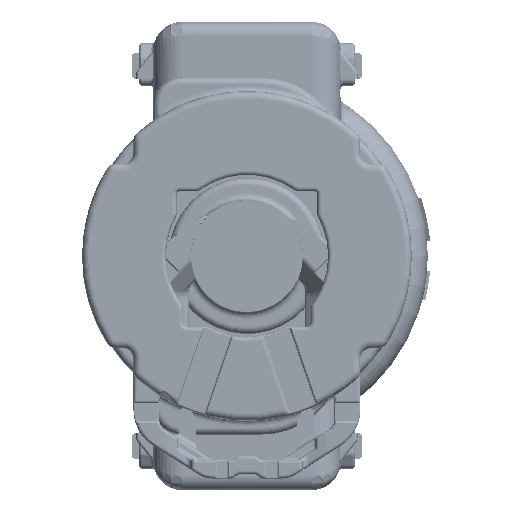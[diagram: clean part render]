
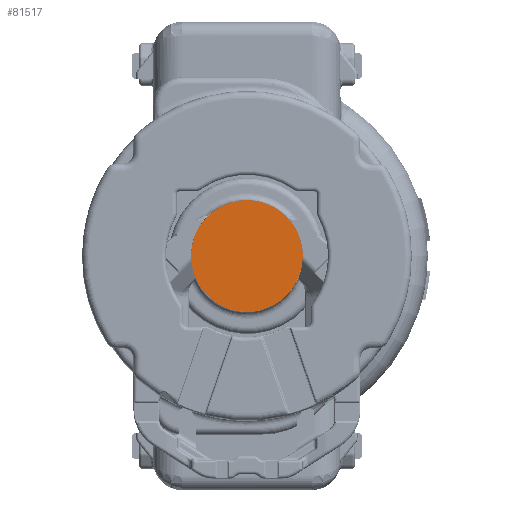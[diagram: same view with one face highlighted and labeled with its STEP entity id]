
A CAD part, left-side view. The second image highlights one B-rep face of the part: STEP entity #81517.
In plain terms, the highlighted planar face has unit normal (-1, 0, 0).
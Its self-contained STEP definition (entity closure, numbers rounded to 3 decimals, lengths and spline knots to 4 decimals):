
#81486=AXIS2_PLACEMENT_3D('Circle Axis2P3D',#81484,#81485,$) ;
#81498=AXIS2_PLACEMENT_3D('Circle Axis2P3D',#81496,#81497,$) ;
#81511=AXIS2_PLACEMENT_3D('Plane Axis2P3D',#81508,#81509,#81510) ;
#81474=CARTESIAN_POINT('Vertex',(-33.48,-3.3857,-2.0248)) ;
#81481=CARTESIAN_POINT('Vertex',(-33.48,3.3857,2.0248)) ;
#81484=CARTESIAN_POINT('Axis2P3D Location',(-33.48,0.,0.)) ;
#81496=CARTESIAN_POINT('Axis2P3D Location',(-33.48,0.,0.)) ;
#81508=CARTESIAN_POINT('Axis2P3D Location',(-33.48,-4.9962,-0.1949)) ;
#81485=DIRECTION('Axis2P3D Direction',(1.,0.,0.)) ;
#81497=DIRECTION('Axis2P3D Direction',(1.,0.,0.)) ;
#81509=DIRECTION('Axis2P3D Direction',(-1.,0.,0.)) ;
#81510=DIRECTION('Axis2P3D XDirection',(0.,-0.999,-0.039)) ;
#81514=ORIENTED_EDGE('',*,*,#81488,.T.) ;
#81515=ORIENTED_EDGE('',*,*,#81500,.T.) ;
#81517=ADVANCED_FACE('SAE Male 5/16"',(#81516),#81512,.T.) ;
#81487=CIRCLE('generated circle',#81486,3.945) ;
#81499=CIRCLE('generated circle',#81498,3.945) ;
#81488=EDGE_CURVE('',#81475,#81482,#81487,.F.) ;
#81500=EDGE_CURVE('',#81482,#81475,#81499,.F.) ;
#81513=EDGE_LOOP('',(#81514,#81515)) ;
#81516=FACE_OUTER_BOUND('',#81513,.T.) ;
#81512=PLANE('',#81511) ;
#81475=VERTEX_POINT('',#81474) ;
#81482=VERTEX_POINT('',#81481) ;
